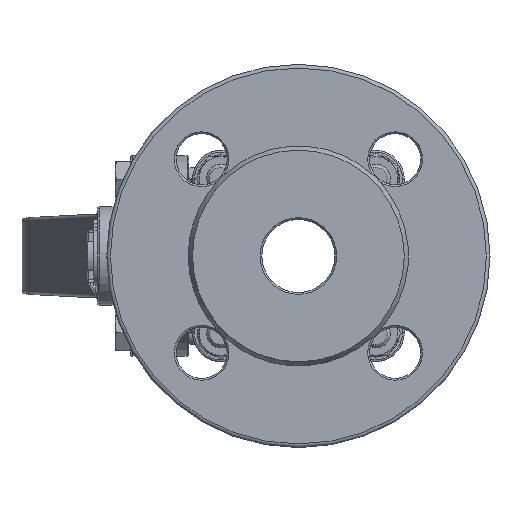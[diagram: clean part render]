
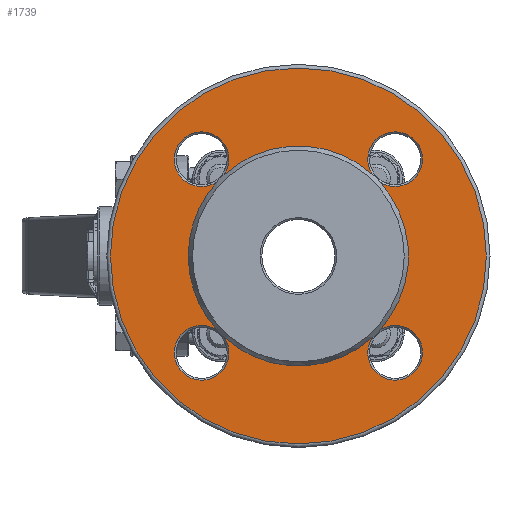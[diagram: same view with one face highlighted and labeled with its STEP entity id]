
A CAD part, left-side view. The second image highlights one B-rep face of the part: STEP entity #1739.
In plain terms, the highlighted planar face has unit normal (-1, 0, 0).
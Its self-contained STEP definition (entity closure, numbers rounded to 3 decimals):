
#1739 = ADVANCED_FACE ( 'NONE', ( #46966, #46968 ), #46969, .T. ) ;
#3788 = AXIS2_PLACEMENT_3D ( 'NONE', #10634, #10635, #10636 ) ;
#3791 = CIRCLE ( 'NONE', #3788, 7.5 ) ;
#3829 = CIRCLE ( 'NONE', #3831, 7.5 ) ;
#3830 = CIRCLE ( 'NONE', #3833, 7.5 ) ;
#3831 = AXIS2_PLACEMENT_3D ( 'NONE', #10711, #10712, #10713 ) ;
#3833 = AXIS2_PLACEMENT_3D ( 'NONE', #10716, #10717, #10718 ) ;
#6293 = EDGE_CURVE ( 'NONE', #41409, #41409, #52809, .T. ) ;
#6295 = EDGE_CURVE ( 'NONE', #18620, #18636, #52814, .T. ) ;
#6308 = EDGE_CURVE ( 'NONE', #18635, #18640, #52817, .T. ) ;
#6318 = EDGE_CURVE ( 'NONE', #18633, #18588, #52825, .T. ) ;
#6354 = EDGE_CURVE ( 'NONE', #18588, #18590, #52849, .T. ) ;
#6374 = EDGE_CURVE ( 'NONE', #18631, #18633, #52864, .T. ) ;
#7692 = ORIENTED_EDGE ( 'NONE', *, *, #6293, .T. ) ;
#7693 = ORIENTED_EDGE ( 'NONE', *, *, #6374, .T. ) ;
#7694 = ORIENTED_EDGE ( 'NONE', *, *, #6318, .T. ) ;
#7695 = ORIENTED_EDGE ( 'NONE', *, *, #6354, .T. ) ;
#7696 = ORIENTED_EDGE ( 'NONE', *, *, #26376, .T. ) ;
#7697 = ORIENTED_EDGE ( 'NONE', *, *, #6308, .T. ) ;
#7698 = ORIENTED_EDGE ( 'NONE', *, *, #26377, .T. ) ;
#7699 = ORIENTED_EDGE ( 'NONE', *, *, #6295, .T. ) ;
#7700 = ORIENTED_EDGE ( 'NONE', *, *, #26348, .T. ) ;
#9177 = CARTESIAN_POINT ( 'NONE',  ( -67., 20.34, 22.262 ) ) ;
#9179 = CARTESIAN_POINT ( 'NONE',  ( -67., -20.34, 22.262 ) ) ;
#9215 = CARTESIAN_POINT ( 'NONE',  ( -67., -20.34, -22.262 ) ) ;
#9227 = CARTESIAN_POINT ( 'NONE',  ( -67., 22.262, -20.34 ) ) ;
#9229 = CARTESIAN_POINT ( 'NONE',  ( -67., 22.262, 20.34 ) ) ;
#9231 = CARTESIAN_POINT ( 'NONE',  ( -67., -22.262, 20.34 ) ) ;
#9233 = CARTESIAN_POINT ( 'NONE',  ( -67., 20.34, -22.262 ) ) ;
#9237 = CARTESIAN_POINT ( 'NONE',  ( -67., -22.262, -20.34 ) ) ;
#10634 = CARTESIAN_POINT ( 'NONE',  ( -67., 26.517, -26.517 ) ) ;
#10635 = DIRECTION ( 'NONE',  ( 1., 0., 0. ) ) ;
#10636 = DIRECTION ( 'NONE',  ( 0., -1., 0. ) ) ;
#10711 = CARTESIAN_POINT ( 'NONE',  ( -67., -26.517, 26.517 ) ) ;
#10712 = DIRECTION ( 'NONE',  ( 1., 0., 0. ) ) ;
#10713 = DIRECTION ( 'NONE',  ( 0., -1., 0. ) ) ;
#10716 = CARTESIAN_POINT ( 'NONE',  ( -67., -26.517, -26.517 ) ) ;
#10717 = DIRECTION ( 'NONE',  ( 1., 0., 0. ) ) ;
#10718 = DIRECTION ( 'NONE',  ( 0., -1., 0. ) ) ;
#16490 = EDGE_LOOP ( 'NONE', ( #7692 ) ) ;
#16523 = EDGE_LOOP ( 'NONE', ( #7693, #7694, #7695, #7696, #7697, #7698, #7699, #7700 ) ) ;
#18588 = VERTEX_POINT ( 'NONE', #9177 ) ;
#18590 = VERTEX_POINT ( 'NONE', #9179 ) ;
#18620 = VERTEX_POINT ( 'NONE', #9215 ) ;
#18631 = VERTEX_POINT ( 'NONE', #9227 ) ;
#18633 = VERTEX_POINT ( 'NONE', #9229 ) ;
#18635 = VERTEX_POINT ( 'NONE', #9231 ) ;
#18636 = VERTEX_POINT ( 'NONE', #9233 ) ;
#18640 = VERTEX_POINT ( 'NONE', #9237 ) ;
#26348 = EDGE_CURVE ( 'NONE', #18636, #18631, #3791, .T. ) ;
#26376 = EDGE_CURVE ( 'NONE', #18590, #18635, #3829, .T. ) ;
#26377 = EDGE_CURVE ( 'NONE', #18640, #18620, #3830, .T. ) ;
#41409 = VERTEX_POINT ( 'NONE', #41414 ) ;
#41414 = CARTESIAN_POINT ( 'NONE',  ( -67., -51.5, 0. ) ) ;
#46092 = AXIS2_PLACEMENT_3D ( 'NONE', #46978, #46979, #46980 ) ;
#46966 = FACE_OUTER_BOUND ( 'NONE', #16490, .T. ) ;
#46968 = FACE_BOUND ( 'NONE', #16523, .T. ) ;
#46969 = PLANE ( 'NONE',  #46092 ) ;
#46978 = CARTESIAN_POINT ( 'NONE',  ( -67., 52.5, 0. ) ) ;
#46979 = DIRECTION ( 'NONE',  ( -1., 0., 0. ) ) ;
#46980 = DIRECTION ( 'NONE',  ( 0., -1., 0. ) ) ;
#52809 = CIRCLE ( 'NONE', #52812, 51.5 ) ;
#52811 = AXIS2_PLACEMENT_3D ( 'NONE', #55057, #55058, #55059 ) ;
#52812 = AXIS2_PLACEMENT_3D ( 'NONE', #55054, #55055, #55056 ) ;
#52814 = CIRCLE ( 'NONE', #52811, 30.155 ) ;
#52817 = CIRCLE ( 'NONE', #52818, 30.155 ) ;
#52818 = AXIS2_PLACEMENT_3D ( 'NONE', #55106, #55107, #55108 ) ;
#52825 = CIRCLE ( 'NONE', #52828, 7.5 ) ;
#52828 = AXIS2_PLACEMENT_3D ( 'NONE', #55120, #55121, #55122 ) ;
#52849 = CIRCLE ( 'NONE', #52851, 30.155 ) ;
#52851 = AXIS2_PLACEMENT_3D ( 'NONE', #55199, #55200, #55201 ) ;
#52864 = CIRCLE ( 'NONE', #52867, 30.155 ) ;
#52867 = AXIS2_PLACEMENT_3D ( 'NONE', #55241, #55242, #55243 ) ;
#55054 = CARTESIAN_POINT ( 'NONE',  ( -67., 0., 0. ) ) ;
#55055 = DIRECTION ( 'NONE',  ( -1., 0., 0. ) ) ;
#55056 = DIRECTION ( 'NONE',  ( 0., -1., 0. ) ) ;
#55057 = CARTESIAN_POINT ( 'NONE',  ( -67., 0., 0. ) ) ;
#55058 = DIRECTION ( 'NONE',  ( 1., 0., 0. ) ) ;
#55059 = DIRECTION ( 'NONE',  ( 0., 1., 0. ) ) ;
#55106 = CARTESIAN_POINT ( 'NONE',  ( -67., 0., 0. ) ) ;
#55107 = DIRECTION ( 'NONE',  ( 1., 0., 0. ) ) ;
#55108 = DIRECTION ( 'NONE',  ( 0., 1., 0. ) ) ;
#55120 = CARTESIAN_POINT ( 'NONE',  ( -67., 26.517, 26.517 ) ) ;
#55121 = DIRECTION ( 'NONE',  ( 1., 0., 0. ) ) ;
#55122 = DIRECTION ( 'NONE',  ( 0., -1., 0. ) ) ;
#55199 = CARTESIAN_POINT ( 'NONE',  ( -67., 0., 0. ) ) ;
#55200 = DIRECTION ( 'NONE',  ( 1., 0., 0. ) ) ;
#55201 = DIRECTION ( 'NONE',  ( 0., 1., 0. ) ) ;
#55241 = CARTESIAN_POINT ( 'NONE',  ( -67., 0., 0. ) ) ;
#55242 = DIRECTION ( 'NONE',  ( 1., 0., 0. ) ) ;
#55243 = DIRECTION ( 'NONE',  ( 0., 1., 0. ) ) ;
